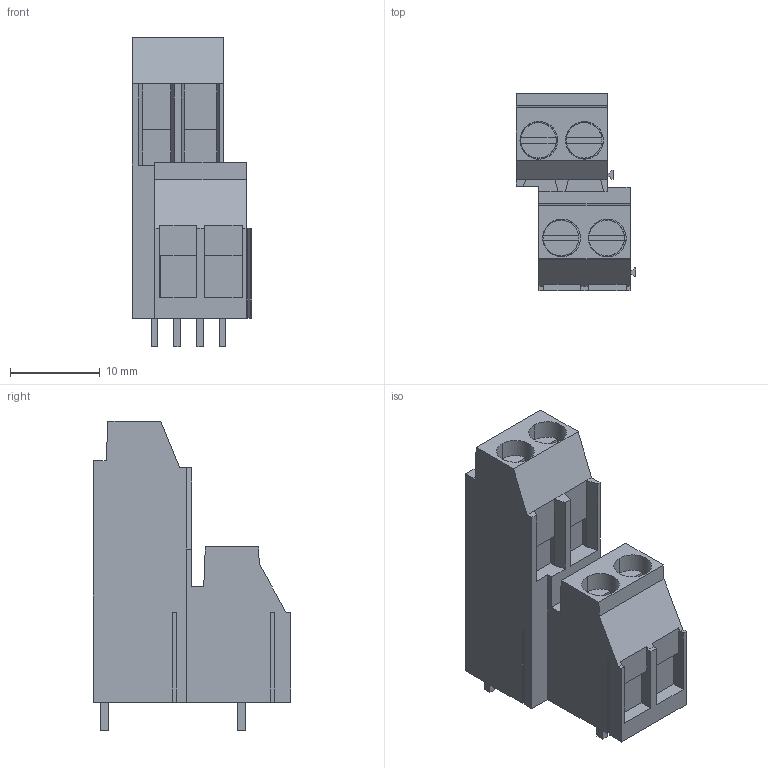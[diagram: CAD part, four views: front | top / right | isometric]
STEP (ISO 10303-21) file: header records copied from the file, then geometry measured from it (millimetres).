
FILE_DESCRIPTION(('CATIA V5 STEP','CAx-IF Rec.Pracs.--- Model Styling and Organization---1.4--- 2014-01-23'),'2;1');
FILE_NAME ('D1451003_1', '2024-03-18T12:49:51+00:00', ('none'), ('Weidmueller'), 'CATIA Version 5-6 Release 2016 SP3 HF44', 'CATIA V5 STEP AP214', 'none');
FILE_SCHEMA(('AUTOMOTIVE_DESIGN { 1 0 10303 214 1 1 1 1 }'));
Length unit declared in the file: millimetre
Products named in the file (1): 1324390000
Bounding box: 13.35 x 21.94 x 34.47 mm (x, y, z)
Volume: 4347.5 mm3; surface area: 3082.7 mm2
Topology: 9 solids, 9 shells, 268 faces, 754 edges, 509 vertices
Faces by surface type: plane 252, cylinder 16
Entity records: 8409 total; most frequent: CARTESIAN_POINT 1598, ORIENTED_EDGE 1508, DIRECTION 1203, EDGE_CURVE 754, VECTOR 687, LINE 687, VERTEX_POINT 509, AXIS2_PLACEMENT_3D 280
